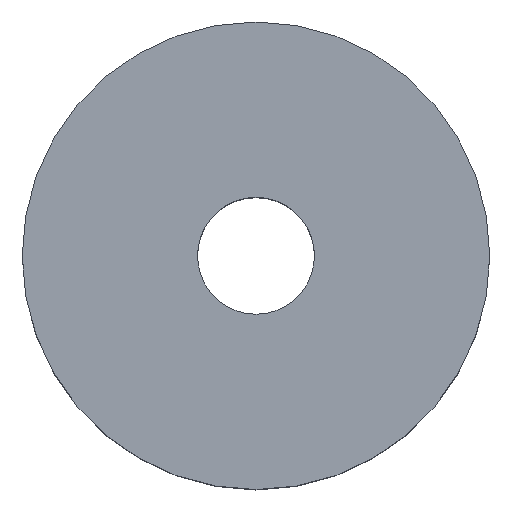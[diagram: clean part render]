
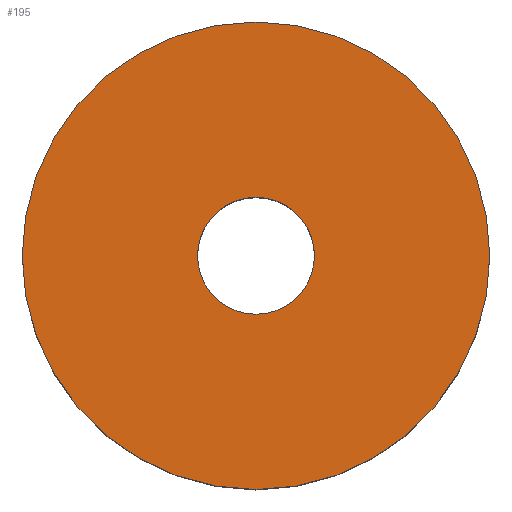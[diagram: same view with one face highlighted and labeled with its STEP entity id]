
A CAD part, top view. The second image highlights one B-rep face of the part: STEP entity #195.
In plain terms, the highlighted planar face has unit normal (0, 0, 1).
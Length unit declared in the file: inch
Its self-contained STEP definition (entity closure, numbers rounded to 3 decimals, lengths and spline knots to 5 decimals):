
#11 = DIRECTION ( 'NONE',  ( 0., 0., 1. ) ) ;
#12 = CARTESIAN_POINT ( 'NONE',  ( 0., 0., 0.125 ) ) ;
#32 = DIRECTION ( 'NONE',  ( 1., 0., 0. ) ) ;
#36 = FACE_BOUND ( 'NONE', #167, .T. ) ;
#38 = FACE_OUTER_BOUND ( 'NONE', #164, .T. ) ;
#44 = AXIS2_PLACEMENT_3D ( 'NONE', #96, #95, #94 ) ;
#48 = AXIS2_PLACEMENT_3D ( 'NONE', #84, #83, #82 ) ;
#49 = AXIS2_PLACEMENT_3D ( 'NONE', #81, #80, #79 ) ;
#51 = AXIS2_PLACEMENT_3D ( 'NONE', #78, #71, #70 ) ;
#53 = AXIS2_PLACEMENT_3D ( 'NONE', #12, #11, #32 ) ;
#70 = DIRECTION ( 'NONE',  ( 1., 0., 0. ) ) ;
#71 = DIRECTION ( 'NONE',  ( 0., 0., 1. ) ) ;
#78 = CARTESIAN_POINT ( 'NONE',  ( 0., 0., 0.125 ) ) ;
#79 = DIRECTION ( 'NONE',  ( 1., 0., 0. ) ) ;
#80 = DIRECTION ( 'NONE',  ( 0., 0., 1. ) ) ;
#81 = CARTESIAN_POINT ( 'NONE',  ( 0., 0., 0.125 ) ) ;
#82 = DIRECTION ( 'NONE',  ( 1., 0., 0. ) ) ;
#83 = DIRECTION ( 'NONE',  ( 0., 0., 1. ) ) ;
#84 = CARTESIAN_POINT ( 'NONE',  ( 0., 0., 0.125 ) ) ;
#94 = DIRECTION ( 'NONE',  ( 1., 0., 0. ) ) ;
#95 = DIRECTION ( 'NONE',  ( 0., 0., 1. ) ) ;
#96 = CARTESIAN_POINT ( 'NONE',  ( 0., 0., 0.125 ) ) ;
#97 = PLANE ( 'NONE',  #44 ) ;
#125 = CARTESIAN_POINT ( 'NONE',  ( -0.125, 0., 0.125 ) ) ;
#126 = CARTESIAN_POINT ( 'NONE',  ( 0.125, 0., 0.125 ) ) ;
#128 = CARTESIAN_POINT ( 'NONE',  ( 0.03125, 0., 0.125 ) ) ;
#129 = CARTESIAN_POINT ( 'NONE',  ( -0.03125, 0., 0.125 ) ) ;
#132 = VERTEX_POINT ( 'NONE', #129 ) ;
#133 = VERTEX_POINT ( 'NONE', #128 ) ;
#146 = ORIENTED_EDGE ( 'NONE', *, *, #199, .F. ) ;
#147 = ORIENTED_EDGE ( 'NONE', *, *, #208, .T. ) ;
#149 = ORIENTED_EDGE ( 'NONE', *, *, #203, .F. ) ;
#150 = ORIENTED_EDGE ( 'NONE', *, *, #200, .T. ) ;
#159 = VERTEX_POINT ( 'NONE', #126 ) ;
#160 = VERTEX_POINT ( 'NONE', #125 ) ;
#164 = EDGE_LOOP ( 'NONE', ( #150, #147 ) ) ;
#167 = EDGE_LOOP ( 'NONE', ( #149, #146 ) ) ;
#184 = CIRCLE ( 'NONE', #53, 0.125 ) ;
#187 = CIRCLE ( 'NONE', #51, 0.03125 ) ;
#188 = CIRCLE ( 'NONE', #49, 0.125 ) ;
#191 = CIRCLE ( 'NONE', #48, 0.03125 ) ;
#195 = ADVANCED_FACE ( 'NONE', ( #38, #36 ), #97, .T. ) ;
#199 = EDGE_CURVE ( 'NONE', #133, #132, #191, .T. ) ;
#200 = EDGE_CURVE ( 'NONE', #160, #159, #188, .T. ) ;
#203 = EDGE_CURVE ( 'NONE', #132, #133, #187, .T. ) ;
#208 = EDGE_CURVE ( 'NONE', #159, #160, #184, .T. ) ;
